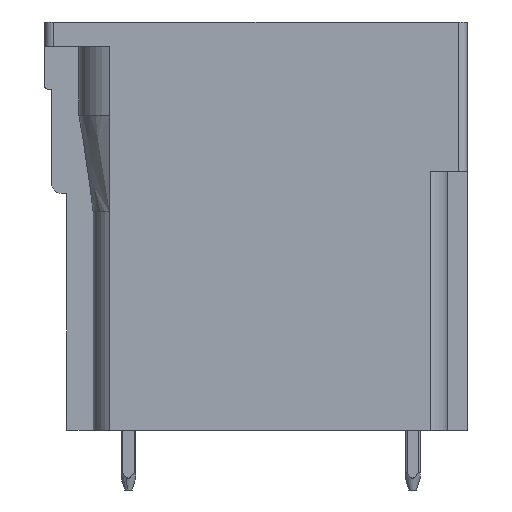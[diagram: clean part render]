
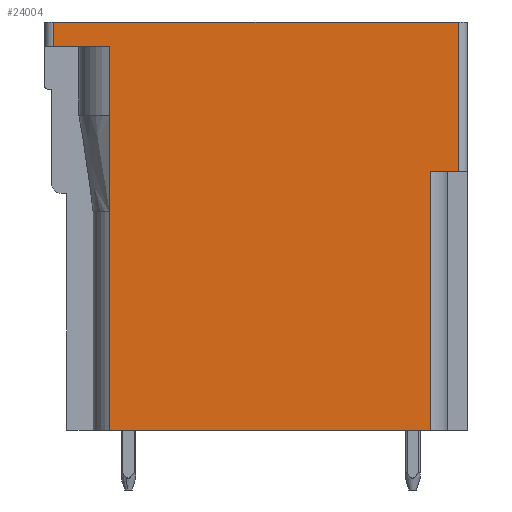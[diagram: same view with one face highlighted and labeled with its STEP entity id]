
A CAD part, left-side view. The second image highlights one B-rep face of the part: STEP entity #24004.
In plain terms, the highlighted planar face has unit normal (-1, 0, 0).
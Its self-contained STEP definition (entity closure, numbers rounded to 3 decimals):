
#23980=AXIS2_PLACEMENT_3D('Plane Axis2P3D',#23977,#23978,#23979) ;
#110=CARTESIAN_POINT('Vertex',(0.,22.2,25.1)) ;
#113=CARTESIAN_POINT('Line Origine',(0.,11.35,25.1)) ;
#117=CARTESIAN_POINT('Vertex',(0.,0.5,25.1)) ;
#2995=CARTESIAN_POINT('Vertex',(0.,2.,3.2)) ;
#3011=CARTESIAN_POINT('Vertex',(0.,2.,17.1)) ;
#3014=CARTESIAN_POINT('Line Origine',(0.,2.,10.15)) ;
#19094=CARTESIAN_POINT('Vertex',(0.,0.5,17.1)) ;
#19097=CARTESIAN_POINT('Line Origine',(0.,1.25,17.1)) ;
#23142=CARTESIAN_POINT('Line Origine',(0.,0.5,14.15)) ;
#23584=CARTESIAN_POINT('Line Origine',(0.,10.6,3.2)) ;
#23588=CARTESIAN_POINT('Vertex',(0.,19.2,3.2)) ;
#23958=CARTESIAN_POINT('Line Origine',(0.,22.2,14.15)) ;
#23962=CARTESIAN_POINT('Vertex',(0.,22.2,23.8)) ;
#23977=CARTESIAN_POINT('Axis2P3D Location',(0.,0.,0.)) ;
#23982=CARTESIAN_POINT('Line Origine',(0.,20.7,23.8)) ;
#23986=CARTESIAN_POINT('Vertex',(0.,19.2,23.8)) ;
#23989=CARTESIAN_POINT('Line Origine',(0.,19.2,13.5)) ;
#114=DIRECTION('Vector Direction',(0.,-1.,0.)) ;
#3015=DIRECTION('Vector Direction',(0.,0.,1.)) ;
#19098=DIRECTION('Vector Direction',(0.,-1.,0.)) ;
#23143=DIRECTION('Vector Direction',(0.,0.,1.)) ;
#23585=DIRECTION('Vector Direction',(0.,-1.,0.)) ;
#23959=DIRECTION('Vector Direction',(0.,0.,1.)) ;
#23978=DIRECTION('Axis2P3D Direction',(-1.,0.,0.)) ;
#23979=DIRECTION('Axis2P3D XDirection',(0.,0.,1.)) ;
#23983=DIRECTION('Vector Direction',(0.,-1.,0.)) ;
#23990=DIRECTION('Vector Direction',(0.,0.,1.)) ;
#115=VECTOR('Line Direction',#114,1.) ;
#3016=VECTOR('Line Direction',#3015,1.) ;
#19099=VECTOR('Line Direction',#19098,1.) ;
#23144=VECTOR('Line Direction',#23143,1.) ;
#23586=VECTOR('Line Direction',#23585,1.) ;
#23960=VECTOR('Line Direction',#23959,1.) ;
#23984=VECTOR('Line Direction',#23983,1.) ;
#23991=VECTOR('Line Direction',#23990,1.) ;
#23995=ORIENTED_EDGE('',*,*,#23590,.T.) ;
#23996=ORIENTED_EDGE('',*,*,#3018,.T.) ;
#23997=ORIENTED_EDGE('',*,*,#19101,.F.) ;
#23998=ORIENTED_EDGE('',*,*,#23146,.T.) ;
#23999=ORIENTED_EDGE('',*,*,#119,.T.) ;
#24000=ORIENTED_EDGE('',*,*,#23964,.T.) ;
#24001=ORIENTED_EDGE('',*,*,#23988,.F.) ;
#24002=ORIENTED_EDGE('',*,*,#23993,.F.) ;
#24004=ADVANCED_FACE('HOUSING',(#24003),#23981,.T.) ;
#119=EDGE_CURVE('',#118,#111,#116,.F.) ;
#3018=EDGE_CURVE('',#2996,#3012,#3017,.T.) ;
#19101=EDGE_CURVE('',#19095,#3012,#19100,.F.) ;
#23146=EDGE_CURVE('',#19095,#118,#23145,.T.) ;
#23590=EDGE_CURVE('',#23589,#2996,#23587,.T.) ;
#23964=EDGE_CURVE('',#111,#23963,#23961,.F.) ;
#23988=EDGE_CURVE('',#23987,#23963,#23985,.F.) ;
#23993=EDGE_CURVE('',#23589,#23987,#23992,.T.) ;
#23994=EDGE_LOOP('',(#23995,#23996,#23997,#23998,#23999,#24000,#24001,#24002)) ;
#24003=FACE_OUTER_BOUND('',#23994,.T.) ;
#116=LINE('Line',#113,#115) ;
#3017=LINE('Line',#3014,#3016) ;
#19100=LINE('Line',#19097,#19099) ;
#23145=LINE('Line',#23142,#23144) ;
#23587=LINE('Line',#23584,#23586) ;
#23961=LINE('Line',#23958,#23960) ;
#23985=LINE('Line',#23982,#23984) ;
#23992=LINE('Line',#23989,#23991) ;
#23981=PLANE('',#23980) ;
#111=VERTEX_POINT('',#110) ;
#118=VERTEX_POINT('',#117) ;
#2996=VERTEX_POINT('',#2995) ;
#3012=VERTEX_POINT('',#3011) ;
#19095=VERTEX_POINT('',#19094) ;
#23589=VERTEX_POINT('',#23588) ;
#23963=VERTEX_POINT('',#23962) ;
#23987=VERTEX_POINT('',#23986) ;
